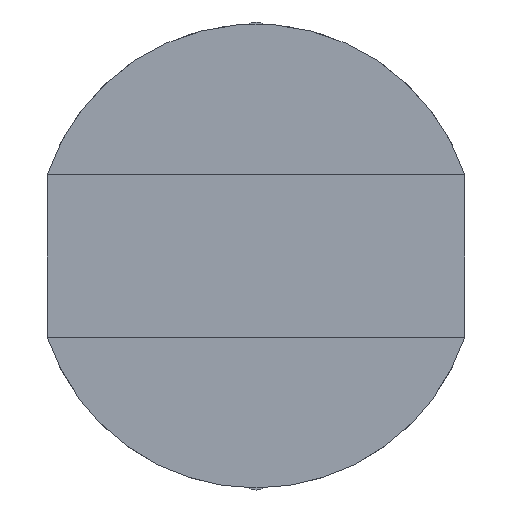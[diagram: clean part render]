
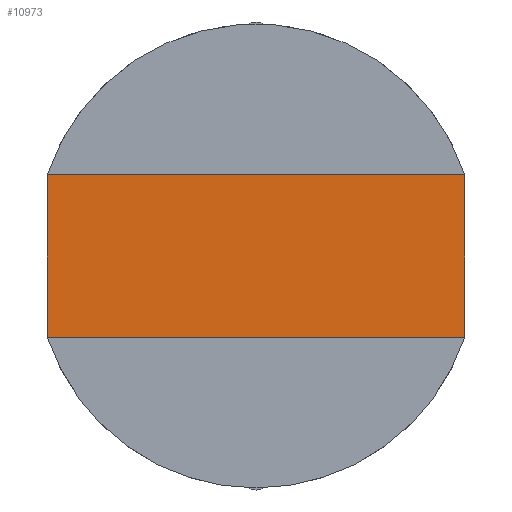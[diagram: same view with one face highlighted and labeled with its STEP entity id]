
A CAD part, front view. The second image highlights one B-rep face of the part: STEP entity #10973.
In plain terms, the highlighted planar face has unit normal (0, -1, 0).
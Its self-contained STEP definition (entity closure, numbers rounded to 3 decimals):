
#682 = EDGE_CURVE ( 'NONE', #7850, #8567, #4614, .T. ) ;
#1371 = PLANE ( 'NONE',  #3554 ) ;
#1405 = CARTESIAN_POINT ( 'NONE',  ( -4.5, -1.65, -1.75 ) ) ;
#1478 = ORIENTED_EDGE ( 'NONE', *, *, #682, .T. ) ;
#1505 = EDGE_CURVE ( 'NONE', #8567, #12251, #13960, .T. ) ;
#2278 = ORIENTED_EDGE ( 'NONE', *, *, #9606, .T. ) ;
#2519 = CARTESIAN_POINT ( 'NONE',  ( 0., -1.65, -0.26 ) ) ;
#2921 = VECTOR ( 'NONE', #6660, 1000. ) ;
#3194 = CARTESIAN_POINT ( 'NONE',  ( -4.5, -1.65, 1.75 ) ) ;
#3554 = AXIS2_PLACEMENT_3D ( 'NONE', #2519, #10661, #4857 ) ;
#3726 = CARTESIAN_POINT ( 'NONE',  ( -4.5, -1.65, 1.75 ) ) ;
#4144 = EDGE_CURVE ( 'NONE', #7746, #7850, #5082, .T. ) ;
#4614 = LINE ( 'NONE', #1405, #14965 ) ;
#4857 = DIRECTION ( 'NONE',  ( 0., 0., -1. ) ) ;
#5082 = LINE ( 'NONE', #3194, #2921 ) ;
#5463 = ORIENTED_EDGE ( 'NONE', *, *, #4144, .T. ) ;
#5478 = ORIENTED_EDGE ( 'NONE', *, *, #1505, .T. ) ;
#6660 = DIRECTION ( 'NONE',  ( 0., 0., -1. ) ) ;
#7127 = CARTESIAN_POINT ( 'NONE',  ( 4.5, -1.65, 1.75 ) ) ;
#7746 = VERTEX_POINT ( 'NONE', #3726 ) ;
#7850 = VERTEX_POINT ( 'NONE', #11804 ) ;
#8135 = DIRECTION ( 'NONE',  ( 0., 0., 1. ) ) ;
#8567 = VERTEX_POINT ( 'NONE', #9510 ) ;
#8884 = CARTESIAN_POINT ( 'NONE',  ( 4.5, -1.65, 1.75 ) ) ;
#8912 = VECTOR ( 'NONE', #8135, 1000. ) ;
#9481 = DIRECTION ( 'NONE',  ( -1., 0., 0. ) ) ;
#9510 = CARTESIAN_POINT ( 'NONE',  ( 4.5, -1.65, -1.75 ) ) ;
#9606 = EDGE_CURVE ( 'NONE', #12251, #7746, #10547, .T. ) ;
#10547 = LINE ( 'NONE', #7127, #13789 ) ;
#10661 = DIRECTION ( 'NONE',  ( 0., -1., 0. ) ) ;
#10973 = ADVANCED_FACE ( 'NONE', ( #13820 ), #1371, .T. ) ;
#11604 = CARTESIAN_POINT ( 'NONE',  ( 4.5, -1.65, -1.75 ) ) ;
#11804 = CARTESIAN_POINT ( 'NONE',  ( -4.5, -1.65, -1.75 ) ) ;
#12251 = VERTEX_POINT ( 'NONE', #8884 ) ;
#12987 = DIRECTION ( 'NONE',  ( 1., 0., 0. ) ) ;
#13789 = VECTOR ( 'NONE', #9481, 1000. ) ;
#13820 = FACE_OUTER_BOUND ( 'NONE', #14757, .T. ) ;
#13960 = LINE ( 'NONE', #11604, #8912 ) ;
#14757 = EDGE_LOOP ( 'NONE', ( #5463, #1478, #5478, #2278 ) ) ;
#14965 = VECTOR ( 'NONE', #12987, 1000. ) ;
